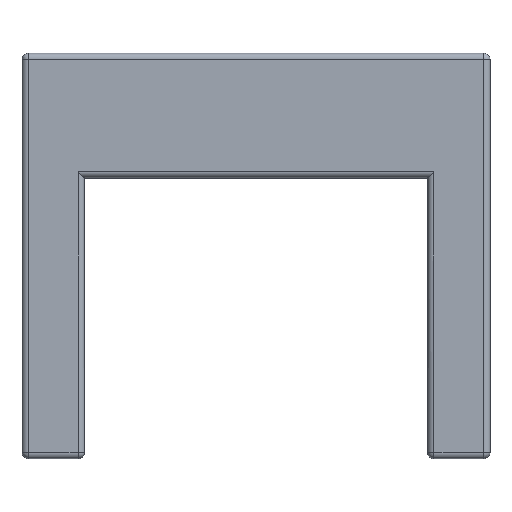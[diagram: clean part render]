
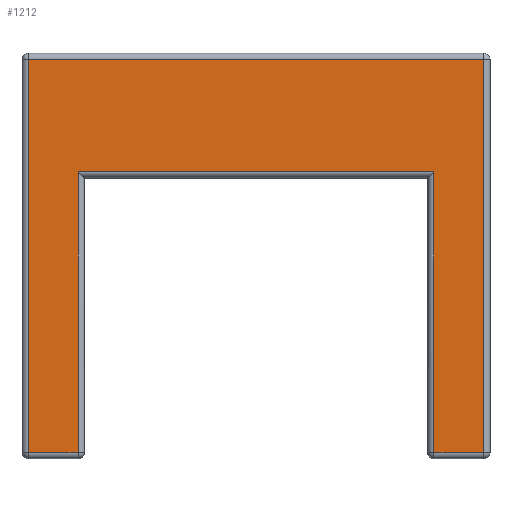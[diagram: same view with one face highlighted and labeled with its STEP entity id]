
A CAD part, front view. The second image highlights one B-rep face of the part: STEP entity #1212.
In plain terms, the highlighted planar face has unit normal (0, -1, 0).
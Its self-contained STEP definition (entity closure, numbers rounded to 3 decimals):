
#95=LINE('',#1885,#185);
#97=LINE('',#1906,#187);
#104=LINE('',#1936,#194);
#109=LINE('',#1974,#199);
#113=LINE('',#1993,#203);
#152=LINE('',#2132,#242);
#156=LINE('',#2138,#246);
#164=LINE('',#2150,#254);
#185=VECTOR('',#1465,10.);
#187=VECTOR('',#1489,10.);
#194=VECTOR('',#1522,10.);
#199=VECTOR('',#1567,10.);
#203=VECTOR('',#1591,10.);
#242=VECTOR('',#1756,10.);
#246=VECTOR('',#1764,10.);
#254=VECTOR('',#1780,10.);
#274=PLANE('',#1398);
#358=FACE_OUTER_BOUND('',#444,.T.);
#444=EDGE_LOOP('',(#1077,#1078,#1079,#1080,#1081,#1082,#1083,#1084));
#548=VERTEX_POINT('',#1883);
#549=VERTEX_POINT('',#1884);
#557=VERTEX_POINT('',#1902);
#565=VERTEX_POINT('',#1928);
#568=VERTEX_POINT('',#1941);
#578=VERTEX_POINT('',#1964);
#580=VERTEX_POINT('',#1970);
#584=VERTEX_POINT('',#1987);
#645=EDGE_CURVE('',#548,#549,#95,.T.);
#655=EDGE_CURVE('',#549,#557,#97,.T.);
#670=EDGE_CURVE('',#565,#548,#104,.T.);
#688=EDGE_CURVE('',#568,#580,#109,.T.);
#698=EDGE_CURVE('',#584,#578,#113,.T.);
#770=EDGE_CURVE('',#580,#584,#152,.T.);
#774=EDGE_CURVE('',#578,#565,#156,.T.);
#782=EDGE_CURVE('',#557,#568,#164,.T.);
#1077=ORIENTED_EDGE('',*,*,#698,.F.);
#1078=ORIENTED_EDGE('',*,*,#770,.F.);
#1079=ORIENTED_EDGE('',*,*,#688,.F.);
#1080=ORIENTED_EDGE('',*,*,#782,.F.);
#1081=ORIENTED_EDGE('',*,*,#655,.F.);
#1082=ORIENTED_EDGE('',*,*,#645,.F.);
#1083=ORIENTED_EDGE('',*,*,#670,.F.);
#1084=ORIENTED_EDGE('',*,*,#774,.F.);
#1212=ADVANCED_FACE('',(#358),#274,.T.);
#1398=AXIS2_PLACEMENT_3D('',#2171,#1809,#1810);
#1465=DIRECTION('',(-1.,0.,0.));
#1489=DIRECTION('',(0.,0.,-1.));
#1522=DIRECTION('',(0.,0.,1.));
#1567=DIRECTION('',(0.,0.,1.));
#1591=DIRECTION('',(0.,0.,-1.));
#1756=DIRECTION('',(1.,0.,0.));
#1764=DIRECTION('',(-1.,0.,0.));
#1780=DIRECTION('',(-1.,0.,0.));
#1809=DIRECTION('center_axis',(0.,-1.,0.));
#1810=DIRECTION('ref_axis',(1.,0.,0.));
#1883=CARTESIAN_POINT('',(66.,-45.,1.));
#1884=CARTESIAN_POINT('',(9.,-45.,1.));
#1885=CARTESIAN_POINT('',(18.75,-45.,1.));
#1902=CARTESIAN_POINT('',(9.,-45.,-44.));
#1906=CARTESIAN_POINT('',(9.,-45.,0.));
#1928=CARTESIAN_POINT('',(66.,-45.,-44.));
#1936=CARTESIAN_POINT('',(66.,-45.,0.));
#1941=CARTESIAN_POINT('',(1.,-45.,-44.));
#1964=CARTESIAN_POINT('',(74.,-45.,-44.));
#1970=CARTESIAN_POINT('',(1.,-45.,19.));
#1974=CARTESIAN_POINT('',(1.,-45.,0.));
#1987=CARTESIAN_POINT('',(74.,-45.,19.));
#1993=CARTESIAN_POINT('',(74.,-45.,0.));
#2132=CARTESIAN_POINT('',(18.75,-45.,19.));
#2138=CARTESIAN_POINT('',(35.,-45.,-44.));
#2150=CARTESIAN_POINT('',(2.5,-45.,-44.));
#2171=CARTESIAN_POINT('Origin',(0.,-45.,0.));
